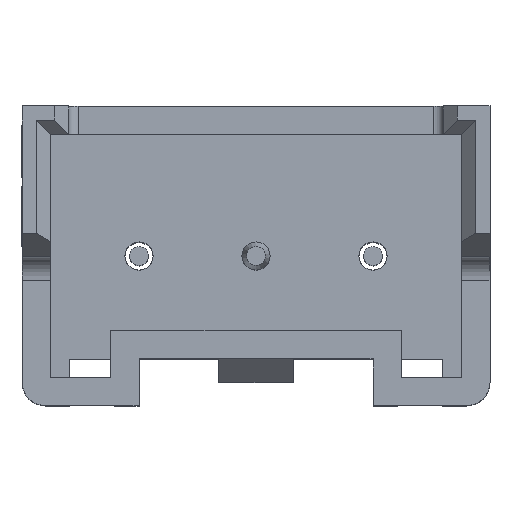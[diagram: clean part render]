
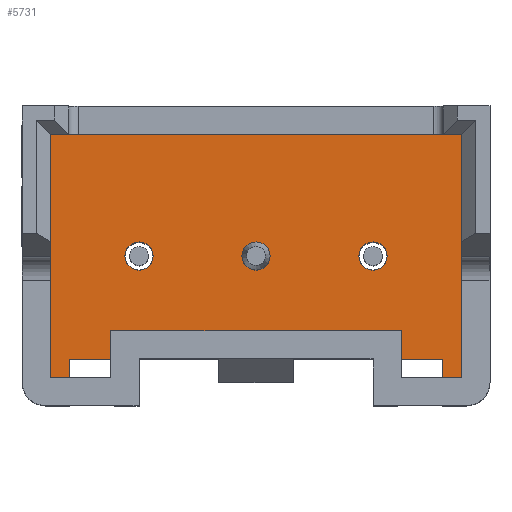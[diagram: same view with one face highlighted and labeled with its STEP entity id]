
A CAD part, top view. The second image highlights one B-rep face of the part: STEP entity #5731.
In plain terms, the highlighted planar face has unit normal (0, 0, 1).
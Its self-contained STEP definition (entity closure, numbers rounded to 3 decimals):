
#337=FACE_BOUND('',#882,.T.);
#338=FACE_BOUND('',#883,.T.);
#339=FACE_BOUND('',#884,.T.);
#354=PLANE('',#6092);
#570=FACE_OUTER_BOUND('',#881,.T.);
#881=EDGE_LOOP('',(#3824,#3825,#3826,#3827,#3828,#3829,#3830,#3831,#3832,
#3833,#3834,#3835));
#882=EDGE_LOOP('',(#3836));
#883=EDGE_LOOP('',(#3837));
#884=EDGE_LOOP('',(#3838));
#1207=LINE('',#7734,#1792);
#1208=LINE('',#7736,#1793);
#1209=LINE('',#7738,#1794);
#1210=LINE('',#7740,#1795);
#1211=LINE('',#7742,#1796);
#1212=LINE('',#7744,#1797);
#1213=LINE('',#7746,#1798);
#1214=LINE('',#7748,#1799);
#1215=LINE('',#7750,#1800);
#1216=LINE('',#7752,#1801);
#1217=LINE('',#7754,#1802);
#1218=LINE('',#7755,#1803);
#1792=VECTOR('',#6491,1.);
#1793=VECTOR('',#6492,1.);
#1794=VECTOR('',#6493,1.);
#1795=VECTOR('',#6494,1.);
#1796=VECTOR('',#6495,1.);
#1797=VECTOR('',#6496,1.);
#1798=VECTOR('',#6497,1.);
#1799=VECTOR('',#6498,1.);
#1800=VECTOR('',#6499,1.);
#1801=VECTOR('',#6500,1.);
#1802=VECTOR('',#6501,1.);
#1803=VECTOR('',#6502,1.);
#2373=CIRCLE('',#6075,0.3);
#2375=CIRCLE('',#6079,0.3);
#2382=CIRCLE('',#6090,0.3);
#2409=VERTEX_POINT('',#7689);
#2411=VERTEX_POINT('',#7697);
#2418=VERTEX_POINT('',#7719);
#2423=VERTEX_POINT('',#7732);
#2424=VERTEX_POINT('',#7733);
#2425=VERTEX_POINT('',#7735);
#2426=VERTEX_POINT('',#7737);
#2427=VERTEX_POINT('',#7739);
#2428=VERTEX_POINT('',#7741);
#2429=VERTEX_POINT('',#7743);
#2430=VERTEX_POINT('',#7745);
#2431=VERTEX_POINT('',#7747);
#2432=VERTEX_POINT('',#7749);
#2433=VERTEX_POINT('',#7751);
#2434=VERTEX_POINT('',#7753);
#2959=EDGE_CURVE('',#2409,#2409,#2373,.T.);
#2963=EDGE_CURVE('',#2411,#2411,#2375,.T.);
#2974=EDGE_CURVE('',#2418,#2418,#2382,.T.);
#2979=EDGE_CURVE('',#2423,#2424,#1207,.T.);
#2980=EDGE_CURVE('',#2424,#2425,#1208,.T.);
#2981=EDGE_CURVE('',#2426,#2425,#1209,.T.);
#2982=EDGE_CURVE('',#2426,#2427,#1210,.T.);
#2983=EDGE_CURVE('',#2427,#2428,#1211,.T.);
#2984=EDGE_CURVE('',#2428,#2429,#1212,.T.);
#2985=EDGE_CURVE('',#2430,#2429,#1213,.T.);
#2986=EDGE_CURVE('',#2431,#2430,#1214,.T.);
#2987=EDGE_CURVE('',#2431,#2432,#1215,.T.);
#2988=EDGE_CURVE('',#2432,#2433,#1216,.T.);
#2989=EDGE_CURVE('',#2433,#2434,#1217,.T.);
#2990=EDGE_CURVE('',#2434,#2423,#1218,.T.);
#3824=ORIENTED_EDGE('',*,*,#2979,.T.);
#3825=ORIENTED_EDGE('',*,*,#2980,.T.);
#3826=ORIENTED_EDGE('',*,*,#2981,.F.);
#3827=ORIENTED_EDGE('',*,*,#2982,.T.);
#3828=ORIENTED_EDGE('',*,*,#2983,.T.);
#3829=ORIENTED_EDGE('',*,*,#2984,.T.);
#3830=ORIENTED_EDGE('',*,*,#2985,.F.);
#3831=ORIENTED_EDGE('',*,*,#2986,.F.);
#3832=ORIENTED_EDGE('',*,*,#2987,.T.);
#3833=ORIENTED_EDGE('',*,*,#2988,.T.);
#3834=ORIENTED_EDGE('',*,*,#2989,.T.);
#3835=ORIENTED_EDGE('',*,*,#2990,.T.);
#3836=ORIENTED_EDGE('',*,*,#2959,.T.);
#3837=ORIENTED_EDGE('',*,*,#2974,.T.);
#3838=ORIENTED_EDGE('',*,*,#2963,.T.);
#5731=ADVANCED_FACE('',(#570,#337,#338,#339),#354,.T.);
#6075=AXIS2_PLACEMENT_3D('',#7691,#6445,#6446);
#6079=AXIS2_PLACEMENT_3D('',#7699,#6455,#6456);
#6090=AXIS2_PLACEMENT_3D('',#7721,#6481,#6482);
#6092=AXIS2_PLACEMENT_3D('',#7731,#6489,#6490);
#6445=DIRECTION('center_axis',(0.,0.,-1.));
#6446=DIRECTION('ref_axis',(-1.,0.,0.));
#6455=DIRECTION('center_axis',(0.,0.,-1.));
#6456=DIRECTION('ref_axis',(-1.,0.,0.));
#6481=DIRECTION('center_axis',(0.,0.,-1.));
#6482=DIRECTION('ref_axis',(-1.,0.,0.));
#6489=DIRECTION('center_axis',(0.,0.,1.));
#6490=DIRECTION('ref_axis',(-1.,0.,0.));
#6491=DIRECTION('',(1.,0.,0.));
#6492=DIRECTION('',(0.,-1.,0.));
#6493=DIRECTION('',(-1.,0.,0.));
#6494=DIRECTION('',(0.,1.,0.));
#6495=DIRECTION('',(-1.,0.,0.));
#6496=DIRECTION('',(0.,-1.,0.));
#6497=DIRECTION('',(-1.,0.,0.));
#6498=DIRECTION('',(0.,-1.,0.));
#6499=DIRECTION('',(1.,0.,0.));
#6500=DIRECTION('',(0.,1.,0.));
#6501=DIRECTION('',(1.,0.,0.));
#6502=DIRECTION('',(0.,-1.,0.));
#7689=CARTESIAN_POINT('',(-2.5,-0.3,3.7));
#7691=CARTESIAN_POINT('Origin',(-2.5,0.,3.7));
#7697=CARTESIAN_POINT('',(0.,-0.3,3.7));
#7699=CARTESIAN_POINT('Origin',(0.,0.,
3.7));
#7719=CARTESIAN_POINT('',(2.5,-0.3,3.7));
#7721=CARTESIAN_POINT('Origin',(2.5,0.,3.7));
#7731=CARTESIAN_POINT('Origin',(0.,0.,3.7));
#7732=CARTESIAN_POINT('',(3.1,-2.2,3.7));
#7733=CARTESIAN_POINT('',(3.98,-2.2,3.7));
#7734=CARTESIAN_POINT('',(0.,-2.2,3.7));
#7735=CARTESIAN_POINT('',(3.98,-2.6,3.7));
#7736=CARTESIAN_POINT('',(3.98,0.,3.7));
#7737=CARTESIAN_POINT('',(4.4,-2.6,3.7));
#7738=CARTESIAN_POINT('',(0.,-2.6,3.7));
#7739=CARTESIAN_POINT('',(4.4,2.6,3.7));
#7740=CARTESIAN_POINT('',(4.4,0.,3.7));
#7741=CARTESIAN_POINT('',(-4.4,2.6,3.7));
#7742=CARTESIAN_POINT('',(0.,2.6,3.7));
#7743=CARTESIAN_POINT('',(-4.4,-2.6,3.7));
#7744=CARTESIAN_POINT('',(-4.4,0.,3.7));
#7745=CARTESIAN_POINT('',(-3.98,-2.6,3.7));
#7746=CARTESIAN_POINT('',(0.,-2.6,3.7));
#7747=CARTESIAN_POINT('',(-3.98,-2.2,3.7));
#7748=CARTESIAN_POINT('',(-3.98,0.,3.7));
#7749=CARTESIAN_POINT('',(-3.1,-2.2,3.7));
#7750=CARTESIAN_POINT('',(0.,-2.2,3.7));
#7751=CARTESIAN_POINT('',(-3.1,-1.6,3.7));
#7752=CARTESIAN_POINT('',(-3.1,0.,3.7));
#7753=CARTESIAN_POINT('',(3.1,-1.6,3.7));
#7754=CARTESIAN_POINT('',(0.,-1.6,3.7));
#7755=CARTESIAN_POINT('',(3.1,0.,3.7));
